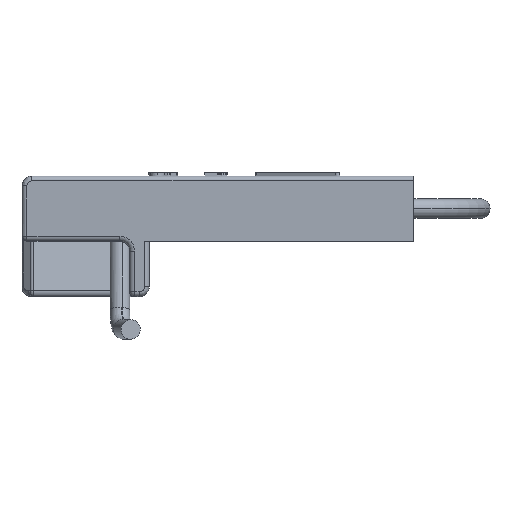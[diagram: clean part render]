
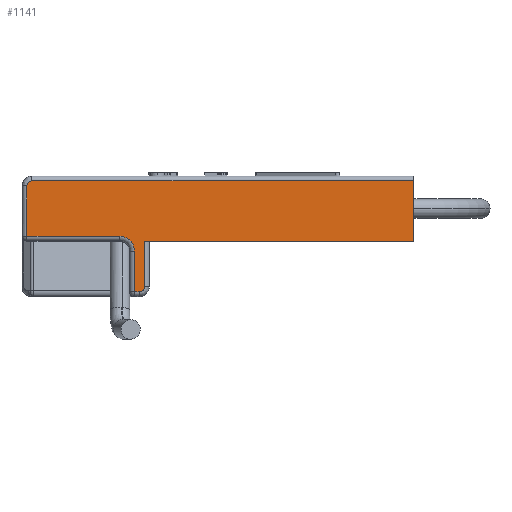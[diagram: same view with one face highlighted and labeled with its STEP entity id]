
A CAD part, left-side view. The second image highlights one B-rep face of the part: STEP entity #1141.
In plain terms, the highlighted planar face has unit normal (-1, 0, 0).
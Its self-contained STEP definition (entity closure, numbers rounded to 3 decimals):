
#1141=ADVANCED_FACE('',(#2776),#2777,.T.);
#2776=FACE_OUTER_BOUND('',#5278,.T.);
#2777=PLANE('',#5279);
#5278=EDGE_LOOP('',(#10614,#10615,#10616,#10617,#10618,#10619,#10620,#10621,#10622,#10623,#10624));
#5279=AXIS2_PLACEMENT_3D('',#10625,#10626,#10627);
#10614=ORIENTED_EDGE('',*,*,#15145,.T.);
#10615=ORIENTED_EDGE('',*,*,#16069,.T.);
#10616=ORIENTED_EDGE('',*,*,#15171,.T.);
#10617=ORIENTED_EDGE('',*,*,#16067,.T.);
#10618=ORIENTED_EDGE('',*,*,#16070,.T.);
#10619=ORIENTED_EDGE('',*,*,#16071,.T.);
#10620=ORIENTED_EDGE('',*,*,#16072,.T.);
#10621=ORIENTED_EDGE('',*,*,#16073,.T.);
#10622=ORIENTED_EDGE('',*,*,#16074,.T.);
#10623=ORIENTED_EDGE('',*,*,#16075,.T.);
#10624=ORIENTED_EDGE('',*,*,#16076,.T.);
#10625=CARTESIAN_POINT('',(4.33,4.699,9.997));
#10626=DIRECTION('',(-1.0,0.0,0.0));
#10627=DIRECTION('',(0.0,1.0,0.0));
#15145=EDGE_CURVE('',#17768,#17766,#17769,.T.);
#15171=EDGE_CURVE('',#17812,#17813,#17814,.T.);
#16067=EDGE_CURVE('',#17813,#19334,#19336,.T.);
#16069=EDGE_CURVE('',#17766,#17812,#19338,.T.);
#16070=EDGE_CURVE('',#19334,#19339,#19340,.T.);
#16071=EDGE_CURVE('',#19339,#19341,#19342,.T.);
#16072=EDGE_CURVE('',#19341,#19343,#19344,.T.);
#16073=EDGE_CURVE('',#19343,#19345,#19346,.T.);
#16074=EDGE_CURVE('',#19345,#19347,#19348,.T.);
#16075=EDGE_CURVE('',#19347,#19349,#19350,.T.);
#16076=EDGE_CURVE('',#19349,#17768,#19351,.T.);
#17766=VERTEX_POINT('',#21571);
#17768=VERTEX_POINT('',#21573);
#17769=LINE('',#21574,#21575);
#17812=VERTEX_POINT('',#21630);
#17813=VERTEX_POINT('',#21631);
#17814=LINE('',#21632,#21633);
#19334=VERTEX_POINT('',#24200);
#19336=LINE('',#24202,#24203);
#19338=LINE('',#24205,#24206);
#19339=VERTEX_POINT('',#24207);
#19340=CIRCLE('',#24208,0.3);
#19341=VERTEX_POINT('',#24209);
#19342=LINE('',#24210,#24211);
#19343=VERTEX_POINT('',#24212);
#19344=LINE('',#24213,#24214);
#19345=VERTEX_POINT('',#24215);
#19346=CIRCLE('',#24216,0.9);
#19347=VERTEX_POINT('',#24217);
#19348=LINE('',#24218,#24219);
#19349=VERTEX_POINT('',#24220);
#19350=LINE('',#24221,#24222);
#19351=CIRCLE('',#24223,0.3);
#21571=CARTESIAN_POINT('',(4.33,21.199,5.997));
#21573=CARTESIAN_POINT('',(4.33,21.199,3.197));
#21574=CARTESIAN_POINT('',(4.33,21.199,3.197));
#21575=VECTOR('',#27980,1.0);
#21630=CARTESIAN_POINT('',(4.33,4.699,5.997));
#21631=CARTESIAN_POINT('',(4.33,4.699,9.697));
#21632=CARTESIAN_POINT('',(4.33,4.699,6.297));
#21633=VECTOR('',#28020,1.0);
#24200=CARTESIAN_POINT('',(4.33,28.099,9.697));
#24202=CARTESIAN_POINT('',(4.33,4.699,9.697));
#24203=VECTOR('',#28788,1.0);
#24205=CARTESIAN_POINT('',(4.33,4.699,5.997));
#24206=VECTOR('',#28789,1.0);
#24207=CARTESIAN_POINT('',(4.33,28.399,9.397));
#24208=AXIS2_PLACEMENT_3D('',#28790,#28791,#28792);
#24209=CARTESIAN_POINT('',(4.33,28.399,6.297));
#24210=CARTESIAN_POINT('',(4.33,28.399,9.397));
#24211=VECTOR('',#28793,1.0);
#24212=CARTESIAN_POINT('',(4.33,22.699,6.297));
#24213=CARTESIAN_POINT('',(4.33,28.399,6.297));
#24214=VECTOR('',#28794,1.0);
#24215=CARTESIAN_POINT('',(4.33,21.799,5.397));
#24216=AXIS2_PLACEMENT_3D('',#28795,#28796,#28797);
#24217=CARTESIAN_POINT('',(4.33,21.799,2.897));
#24218=CARTESIAN_POINT('',(4.33,21.799,5.397));
#24219=VECTOR('',#28798,1.0);
#24220=CARTESIAN_POINT('',(4.33,21.499,2.897));
#24221=CARTESIAN_POINT('',(4.33,21.799,2.897));
#24222=VECTOR('',#28799,1.0);
#24223=AXIS2_PLACEMENT_3D('',#28800,#28801,#28802);
#27980=DIRECTION('',(0.0,0.,1.0));
#28020=DIRECTION('',(0.0,0.0,1.0));
#28788=DIRECTION('',(0.0,1.0,0.0));
#28789=DIRECTION('',(0.0,-1.0,0.0));
#28790=CARTESIAN_POINT('',(4.33,28.099,9.397));
#28791=DIRECTION('',(-1.0,0.0,0.0));
#28792=DIRECTION('',(0.0,0.0,1.0));
#28793=DIRECTION('',(0.0,0.,-1.0));
#28794=DIRECTION('',(0.0,-1.0,0.));
#28795=CARTESIAN_POINT('',(4.33,22.699,5.397));
#28796=DIRECTION('',(1.0,0.0,-0.0));
#28797=DIRECTION('',(0.0,0.0,1.0));
#28798=DIRECTION('',(0.0,0.,-1.0));
#28799=DIRECTION('',(0.0,-1.0,0.));
#28800=CARTESIAN_POINT('',(4.33,21.499,3.197));
#28801=DIRECTION('',(-1.0,0.0,0.0));
#28802=DIRECTION('',(0.0,0.0,-1.0));
